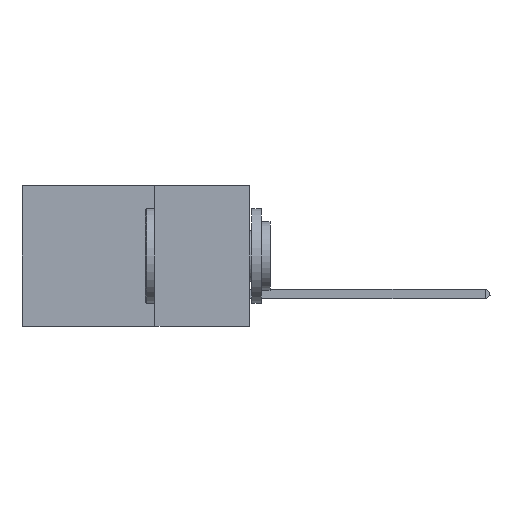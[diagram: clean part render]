
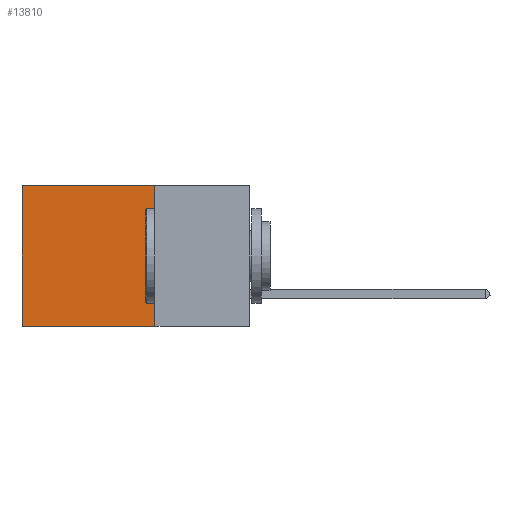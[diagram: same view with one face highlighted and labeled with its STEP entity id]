
A CAD part, left-side view. The second image highlights one B-rep face of the part: STEP entity #13810.
In plain terms, the highlighted planar face has unit normal (-1, 0, 0).
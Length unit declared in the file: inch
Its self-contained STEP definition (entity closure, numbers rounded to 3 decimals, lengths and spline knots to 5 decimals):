
#262 = ORIENTED_EDGE ( 'NONE', *, *, #20699, .F. ) ;
#313 = VECTOR ( 'NONE', #8999, 39.37008 ) ;
#1584 = VECTOR ( 'NONE', #7795, 39.37008 ) ;
#1627 = EDGE_LOOP ( 'NONE', ( #5621, #3192, #262, #9548 ) ) ;
#1883 = LINE ( 'NONE', #7405, #313 ) ;
#2519 = VECTOR ( 'NONE', #19719, 39.37008 ) ;
#2535 = FACE_OUTER_BOUND ( 'NONE', #1627, .T. ) ;
#2835 = VECTOR ( 'NONE', #16887, 39.37008 ) ;
#3192 = ORIENTED_EDGE ( 'NONE', *, *, #14166, .F. ) ;
#4196 = LINE ( 'NONE', #10874, #1584 ) ;
#5076 = EDGE_CURVE ( 'NONE', #8462, #20572, #4196, .T. ) ;
#5621 = ORIENTED_EDGE ( 'NONE', *, *, #15918, .T. ) ;
#5663 = DIRECTION ( 'NONE',  ( 1., 0., 0. ) ) ;
#6096 = CARTESIAN_POINT ( 'NONE',  ( 0.2875, 0.25, 0. ) ) ;
#7405 = CARTESIAN_POINT ( 'NONE',  ( 0.2875, 0.25, 0. ) ) ;
#7795 = DIRECTION ( 'NONE',  ( 0., 1., 0. ) ) ;
#8066 = CARTESIAN_POINT ( 'NONE',  ( 0.2875, 0.25, -0.37 ) ) ;
#8067 = CARTESIAN_POINT ( 'NONE',  ( 0.2875, 0.6, 0. ) ) ;
#8462 = VERTEX_POINT ( 'NONE', #6096 ) ;
#8999 = DIRECTION ( 'NONE',  ( 0., 0., -1. ) ) ;
#9270 = VERTEX_POINT ( 'NONE', #8066 ) ;
#9548 = ORIENTED_EDGE ( 'NONE', *, *, #5076, .T. ) ;
#9909 = VERTEX_POINT ( 'NONE', #13286 ) ;
#10874 = CARTESIAN_POINT ( 'NONE',  ( 0.2875, 0.25, 0. ) ) ;
#11132 = DIRECTION ( 'NONE',  ( 0., 0., -1. ) ) ;
#11614 = PLANE ( 'NONE',  #15388 ) ;
#13286 = CARTESIAN_POINT ( 'NONE',  ( 0.2875, 0.6, -0.37 ) ) ;
#13739 = CARTESIAN_POINT ( 'NONE',  ( 0.2875, 0.6, 0. ) ) ;
#13810 = ADVANCED_FACE ( 'NONE', ( #2535 ), #11614, .F. ) ;
#14166 = EDGE_CURVE ( 'NONE', #9270, #9909, #19024, .T. ) ;
#15075 = LINE ( 'NONE', #13739, #2835 ) ;
#15388 = AXIS2_PLACEMENT_3D ( 'NONE', #20010, #5663, #11132 ) ;
#15918 = EDGE_CURVE ( 'NONE', #20572, #9909, #15075, .T. ) ;
#16887 = DIRECTION ( 'NONE',  ( 0., 0., -1. ) ) ;
#18342 = CARTESIAN_POINT ( 'NONE',  ( 0.2875, 0.25, -0.37 ) ) ;
#19024 = LINE ( 'NONE', #18342, #2519 ) ;
#19719 = DIRECTION ( 'NONE',  ( 0., 1., 0. ) ) ;
#20010 = CARTESIAN_POINT ( 'NONE',  ( 0.2875, 0.25, 0. ) ) ;
#20572 = VERTEX_POINT ( 'NONE', #8067 ) ;
#20699 = EDGE_CURVE ( 'NONE', #8462, #9270, #1883, .T. ) ;
